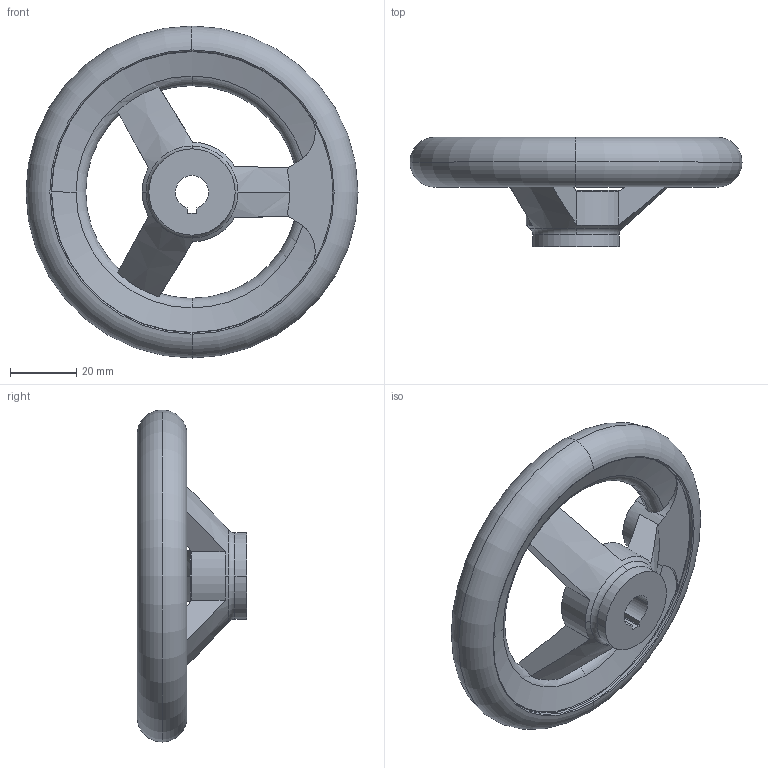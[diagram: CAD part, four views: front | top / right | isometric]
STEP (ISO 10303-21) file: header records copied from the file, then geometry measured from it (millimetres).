
FILE_DESCRIPTION( ( '' ), '1' );
FILE_NAME( 'K0160.1100X10.stp', '2012-10-24T13:43:31', ( '' ), ( '' ), ' ', ' ', ' ' );
FILE_SCHEMA( ( 'CONFIG_CONTROL_DESIGN' ) );
Length unit declared in the file: millimetre
Products named in the file (1): 1
Bounding box: 100 x 32.99 x 100 mm (x, y, z)
Volume: 64616 mm3; surface area: 19465.2 mm2
Topology: 1 solids, 1 shells, 66 faces, 204 edges, 134 vertices
Faces by surface type: torus 24, cylinder 21, plane 13, cone 8
Entity records: 2794 total; most frequent: CARTESIAN_POINT 899, DIRECTION 414, ORIENTED_EDGE 408, EDGE_CURVE 204, AXIS2_PLACEMENT_3D 187, VERTEX_POINT 134, CIRCLE 120, EDGE_LOOP 68
